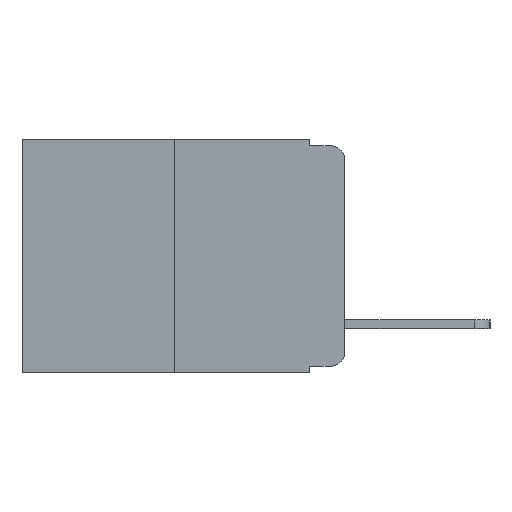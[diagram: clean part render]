
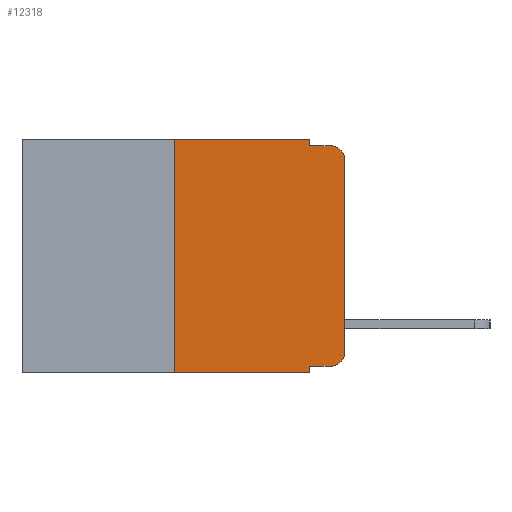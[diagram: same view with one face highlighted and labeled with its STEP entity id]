
A CAD part, left-side view. The second image highlights one B-rep face of the part: STEP entity #12318.
In plain terms, the highlighted planar face has unit normal (-1, 0, 0).
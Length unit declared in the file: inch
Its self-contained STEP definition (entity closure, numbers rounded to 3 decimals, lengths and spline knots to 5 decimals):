
#647 = VECTOR ( 'NONE', #1933, 39.37008 ) ;
#900 = CARTESIAN_POINT ( 'NONE',  ( 0., 0.25, 0. ) ) ;
#978 = DIRECTION ( 'NONE',  ( 0., 0., -1. ) ) ;
#1220 = VECTOR ( 'NONE', #9465, 39.37008 ) ;
#1526 = CARTESIAN_POINT ( 'NONE',  ( 0., 0.02, -0.01 ) ) ;
#1627 = LINE ( 'NONE', #12895, #16143 ) ;
#1809 = EDGE_CURVE ( 'NONE', #8328, #11904, #6556, .T. ) ;
#1933 = DIRECTION ( 'NONE',  ( 0., -1., 0. ) ) ;
#2467 = CARTESIAN_POINT ( 'NONE',  ( 0., 0.473, 0. ) ) ;
#2602 = CARTESIAN_POINT ( 'NONE',  ( 0., 0.051, 0. ) ) ;
#2605 = CARTESIAN_POINT ( 'NONE',  ( 0., 0.051, -0.333 ) ) ;
#2631 = VECTOR ( 'NONE', #8387, 39.37008 ) ;
#2844 = AXIS2_PLACEMENT_3D ( 'NONE', #6414, #15956, #7838 ) ;
#2847 = VERTEX_POINT ( 'NONE', #9162 ) ;
#3189 = CARTESIAN_POINT ( 'NONE',  ( 0., 0.25, -0.343 ) ) ;
#3350 = AXIS2_PLACEMENT_3D ( 'NONE', #5478, #15128, #6939 ) ;
#3788 = CARTESIAN_POINT ( 'NONE',  ( 0., 0.051, -0.343 ) ) ;
#4221 = CIRCLE ( 'NONE', #3350, 0.02 ) ;
#4558 = DIRECTION ( 'NONE',  ( 0., 0., 1. ) ) ;
#4644 = LINE ( 'NONE', #13239, #647 ) ;
#5072 = CARTESIAN_POINT ( 'NONE',  ( 0., 0.473, 0. ) ) ;
#5312 = CARTESIAN_POINT ( 'NONE',  ( 0., 0.051, 0. ) ) ;
#5382 = VECTOR ( 'NONE', #17408, 39.37008 ) ;
#5478 = CARTESIAN_POINT ( 'NONE',  ( 0., 0.02, -0.03 ) ) ;
#5830 = VERTEX_POINT ( 'NONE', #6673 ) ;
#5954 = VERTEX_POINT ( 'NONE', #2605 ) ;
#6414 = CARTESIAN_POINT ( 'NONE',  ( 0., 0.02, -0.313 ) ) ;
#6556 = LINE ( 'NONE', #900, #2631 ) ;
#6673 = CARTESIAN_POINT ( 'NONE',  ( 0., 0., -0.313 ) ) ;
#6826 = EDGE_CURVE ( 'NONE', #2847, #13178, #15570, .T. ) ;
#6939 = DIRECTION ( 'NONE',  ( 0., 0., -1. ) ) ;
#7027 = LINE ( 'NONE', #10606, #13892 ) ;
#7838 = DIRECTION ( 'NONE',  ( 0., 0., -1. ) ) ;
#7934 = CARTESIAN_POINT ( 'NONE',  ( 0., 0.25, 0. ) ) ;
#8140 = CIRCLE ( 'NONE', #2844, 0.02 ) ;
#8328 = VERTEX_POINT ( 'NONE', #3189 ) ;
#8387 = DIRECTION ( 'NONE',  ( 0., 0., 1. ) ) ;
#8712 = VECTOR ( 'NONE', #13654, 39.37008 ) ;
#8901 = VERTEX_POINT ( 'NONE', #1526 ) ;
#9162 = CARTESIAN_POINT ( 'NONE',  ( 0., 0.051, 0. ) ) ;
#9465 = DIRECTION ( 'NONE',  ( 0., -1., 0. ) ) ;
#9609 = EDGE_CURVE ( 'NONE', #13178, #8901, #12637, .T. ) ;
#9632 = FACE_OUTER_BOUND ( 'NONE', #9707, .T. ) ;
#9689 = DIRECTION ( 'NONE',  ( 1., 0., 0. ) ) ;
#9707 = EDGE_LOOP ( 'NONE', ( #13303, #13334, #13078, #12884, #12858, #12630, #12439, #12242, #12189, #11891 ) ) ;
#10606 = CARTESIAN_POINT ( 'NONE',  ( 0., 0.051, -0.333 ) ) ;
#10784 = CARTESIAN_POINT ( 'NONE',  ( 0., 0.051, -0.01 ) ) ;
#11043 = CARTESIAN_POINT ( 'NONE',  ( 0., 0.02, -0.333 ) ) ;
#11408 = EDGE_CURVE ( 'NONE', #11601, #8901, #4221, .T. ) ;
#11601 = VERTEX_POINT ( 'NONE', #18065 ) ;
#11891 = ORIENTED_EDGE ( 'NONE', *, *, #12689, .T. ) ;
#11904 = VERTEX_POINT ( 'NONE', #7934 ) ;
#11992 = VERTEX_POINT ( 'NONE', #3788 ) ;
#12006 = DIRECTION ( 'NONE',  ( 0., -1., 0. ) ) ;
#12189 = ORIENTED_EDGE ( 'NONE', *, *, #15399, .T. ) ;
#12242 = ORIENTED_EDGE ( 'NONE', *, *, #17131, .F. ) ;
#12318 = ADVANCED_FACE ( 'NONE', ( #9632 ), #17709, .F. ) ;
#12327 = VERTEX_POINT ( 'NONE', #11043 ) ;
#12439 = ORIENTED_EDGE ( 'NONE', *, *, #16924, .T. ) ;
#12492 = DIRECTION ( 'NONE',  ( 0., 0., -1. ) ) ;
#12630 = ORIENTED_EDGE ( 'NONE', *, *, #1809, .F. ) ;
#12637 = LINE ( 'NONE', #10784, #1220 ) ;
#12689 = EDGE_CURVE ( 'NONE', #12327, #5830, #8140, .T. ) ;
#12858 = ORIENTED_EDGE ( 'NONE', *, *, #16211, .F. ) ;
#12884 = ORIENTED_EDGE ( 'NONE', *, *, #6826, .F. ) ;
#12895 = CARTESIAN_POINT ( 'NONE',  ( 0., 0., 0. ) ) ;
#13078 = ORIENTED_EDGE ( 'NONE', *, *, #9609, .F. ) ;
#13178 = VERTEX_POINT ( 'NONE', #14204 ) ;
#13239 = CARTESIAN_POINT ( 'NONE',  ( 0., 0.473, -0.343 ) ) ;
#13303 = ORIENTED_EDGE ( 'NONE', *, *, #15951, .T. ) ;
#13334 = ORIENTED_EDGE ( 'NONE', *, *, #11408, .T. ) ;
#13654 = DIRECTION ( 'NONE',  ( 0., 0., -1. ) ) ;
#13892 = VECTOR ( 'NONE', #12006, 39.37008 ) ;
#14204 = CARTESIAN_POINT ( 'NONE',  ( 0., 0.051, -0.01 ) ) ;
#14830 = AXIS2_PLACEMENT_3D ( 'NONE', #2467, #9689, #978 ) ;
#15128 = DIRECTION ( 'NONE',  ( -1., 0., 0. ) ) ;
#15149 = VECTOR ( 'NONE', #12492, 39.37008 ) ;
#15399 = EDGE_CURVE ( 'NONE', #5954, #12327, #7027, .T. ) ;
#15570 = LINE ( 'NONE', #2602, #15149 ) ;
#15951 = EDGE_CURVE ( 'NONE', #5830, #11601, #1627, .T. ) ;
#15956 = DIRECTION ( 'NONE',  ( -1., 0., 0. ) ) ;
#16143 = VECTOR ( 'NONE', #4558, 39.37008 ) ;
#16211 = EDGE_CURVE ( 'NONE', #11904, #2847, #17147, .T. ) ;
#16296 = LINE ( 'NONE', #5312, #8712 ) ;
#16924 = EDGE_CURVE ( 'NONE', #8328, #11992, #4644, .T. ) ;
#17131 = EDGE_CURVE ( 'NONE', #5954, #11992, #16296, .T. ) ;
#17147 = LINE ( 'NONE', #5072, #5382 ) ;
#17408 = DIRECTION ( 'NONE',  ( 0., -1., 0. ) ) ;
#17709 = PLANE ( 'NONE',  #14830 ) ;
#18065 = CARTESIAN_POINT ( 'NONE',  ( 0., 0., -0.03 ) ) ;
